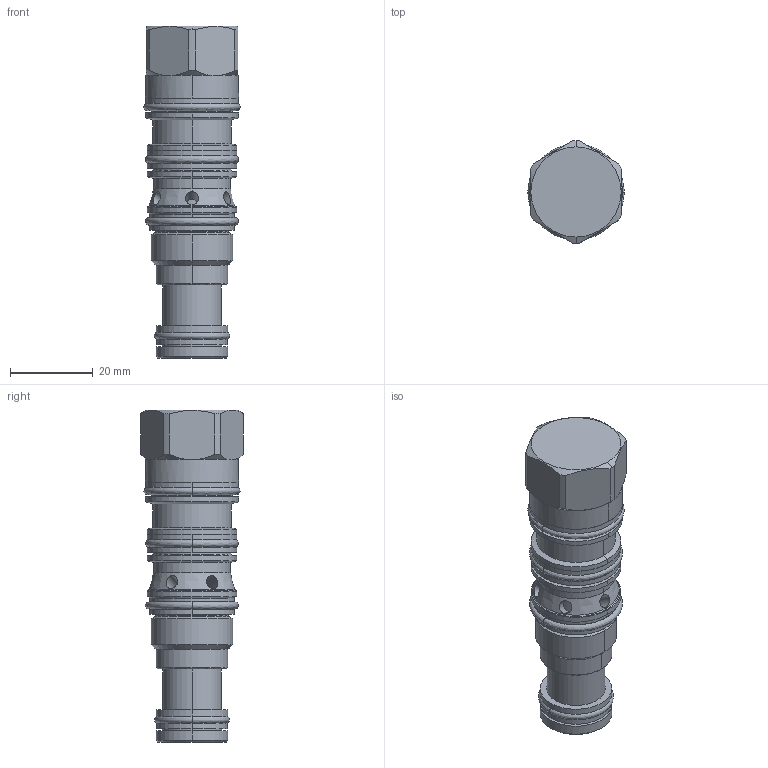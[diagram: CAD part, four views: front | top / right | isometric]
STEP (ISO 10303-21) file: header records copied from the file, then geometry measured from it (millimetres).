
FILE_DESCRIPTION((''),'2;1');
FILE_NAME('FKBA-XCN_PRT','2012-06-11T',('Administrator'),(''),'PRO/ENGINEER BY PARAMETRIC TECHNOLOGY CORPORATION, 2006240','PRO/ENGINEER BY PARAMETRIC TECHNOLOGY CORPORATION, 2006240','');
FILE_SCHEMA(('CONFIG_CONTROL_DESIGN'));
Length unit declared in the file: inch
Products named in the file (1): FKBA-XCN_PRT
Bounding box: 23.29 x 24.84 x 80.4 mm (x, y, z)
Volume: 23956.1 mm3; surface area: 10150.3 mm2
Topology: 6 solids, 6 shells, 230 faces, 486 edges, 290 vertices
Faces by surface type: cylinder 98, torus 42, plane 42, cone 32, revolution 16
Entity records: 7696 total; most frequent: CARTESIAN_POINT 2626, DIRECTION 1136, ORIENTED_EDGE 972, AXIS2_PLACEMENT_3D 494, EDGE_CURVE 486, VERTEX_POINT 290, CIRCLE 280, EDGE_LOOP 262
